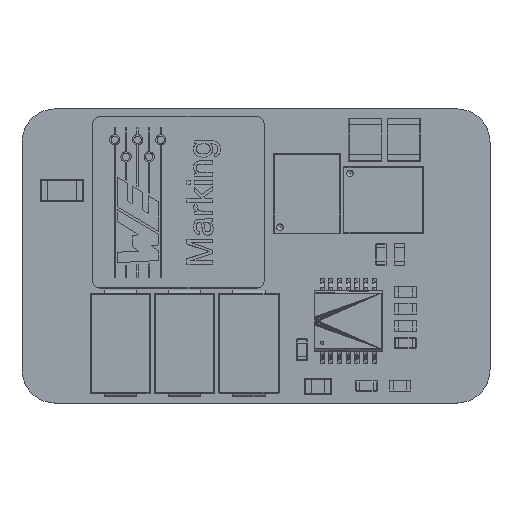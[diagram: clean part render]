
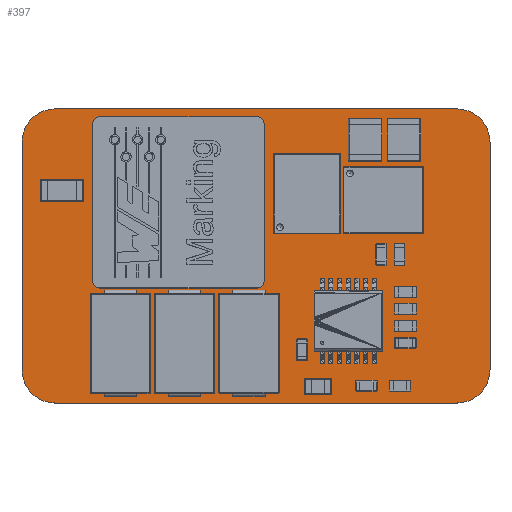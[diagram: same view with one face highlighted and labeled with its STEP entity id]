
A CAD part, top view. The second image highlights one B-rep face of the part: STEP entity #397.
In plain terms, the highlighted planar face has unit normal (0, 0, 1).
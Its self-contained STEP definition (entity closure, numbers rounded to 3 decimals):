
#132 = VERTEX_POINT('',#133);
#133 = CARTESIAN_POINT('',(2.5,0.,1.686));
#139 = EDGE_CURVE('',#132,#140,#142,.T.);
#140 = VERTEX_POINT('',#141);
#141 = CARTESIAN_POINT('',(0.,2.5,1.686));
#142 = CIRCLE('',#143,2.499);
#143 = AXIS2_PLACEMENT_3D('',#144,#145,#146);
#144 = CARTESIAN_POINT('',(2.499,2.499,1.686));
#145 = DIRECTION('',(0.,0.,-1.));
#146 = DIRECTION('',(0.,-1.,0.));
#172 = EDGE_CURVE('',#140,#173,#175,.T.);
#173 = VERTEX_POINT('',#174);
#174 = CARTESIAN_POINT('',(0.,19.5,1.686));
#175 = LINE('',#176,#177);
#176 = CARTESIAN_POINT('',(0.,2.5,1.686));
#177 = VECTOR('',#178,1.);
#178 = DIRECTION('',(0.,1.,0.));
#203 = EDGE_CURVE('',#173,#204,#206,.T.);
#204 = VERTEX_POINT('',#205);
#205 = CARTESIAN_POINT('',(2.5,22.,1.686));
#206 = CIRCLE('',#207,2.499);
#207 = AXIS2_PLACEMENT_3D('',#208,#209,#210);
#208 = CARTESIAN_POINT('',(2.499,19.501,1.686));
#209 = DIRECTION('',(0.,0.,-1.));
#210 = DIRECTION('',(-1.,0.,0.));
#236 = EDGE_CURVE('',#204,#237,#239,.T.);
#237 = VERTEX_POINT('',#238);
#238 = CARTESIAN_POINT('',(32.5,22.,1.686));
#239 = LINE('',#240,#241);
#240 = CARTESIAN_POINT('',(2.5,22.,1.686));
#241 = VECTOR('',#242,1.);
#242 = DIRECTION('',(1.,0.,0.));
#267 = EDGE_CURVE('',#237,#268,#270,.T.);
#268 = VERTEX_POINT('',#269);
#269 = CARTESIAN_POINT('',(35.,19.5,1.686));
#270 = CIRCLE('',#271,2.499);
#271 = AXIS2_PLACEMENT_3D('',#272,#273,#274);
#272 = CARTESIAN_POINT('',(32.501,19.501,1.686));
#273 = DIRECTION('',(0.,0.,-1.));
#274 = DIRECTION('',(0.,1.,0.));
#300 = EDGE_CURVE('',#268,#301,#303,.T.);
#301 = VERTEX_POINT('',#302);
#302 = CARTESIAN_POINT('',(35.,2.5,1.686));
#303 = LINE('',#304,#305);
#304 = CARTESIAN_POINT('',(35.,19.5,1.686));
#305 = VECTOR('',#306,1.);
#306 = DIRECTION('',(0.,-1.,0.));
#331 = EDGE_CURVE('',#301,#332,#334,.T.);
#332 = VERTEX_POINT('',#333);
#333 = CARTESIAN_POINT('',(32.5,0.,1.686));
#334 = CIRCLE('',#335,2.499);
#335 = AXIS2_PLACEMENT_3D('',#336,#337,#338);
#336 = CARTESIAN_POINT('',(32.501,2.499,1.686));
#337 = DIRECTION('',(0.,0.,-1.));
#338 = DIRECTION('',(1.,0.,0.));
#364 = EDGE_CURVE('',#332,#132,#365,.T.);
#365 = LINE('',#366,#367);
#366 = CARTESIAN_POINT('',(32.5,0.,1.686));
#367 = VECTOR('',#368,1.);
#368 = DIRECTION('',(-1.,0.,0.));
#397 = ADVANCED_FACE('',(#398),#408,.T.);
#398 = FACE_BOUND('',#399,.F.);
#399 = EDGE_LOOP('',(#400,#401,#402,#403,#404,#405,#406,#407));
#400 = ORIENTED_EDGE('',*,*,#139,.T.);
#401 = ORIENTED_EDGE('',*,*,#172,.T.);
#402 = ORIENTED_EDGE('',*,*,#203,.T.);
#403 = ORIENTED_EDGE('',*,*,#236,.T.);
#404 = ORIENTED_EDGE('',*,*,#267,.T.);
#405 = ORIENTED_EDGE('',*,*,#300,.T.);
#406 = ORIENTED_EDGE('',*,*,#331,.T.);
#407 = ORIENTED_EDGE('',*,*,#364,.T.);
#408 = PLANE('',#409);
#409 = AXIS2_PLACEMENT_3D('',#410,#411,#412);
#410 = CARTESIAN_POINT('',(2.5,0.,1.686));
#411 = DIRECTION('',(0.,0.,1.));
#412 = DIRECTION('',(1.,0.,0.));
